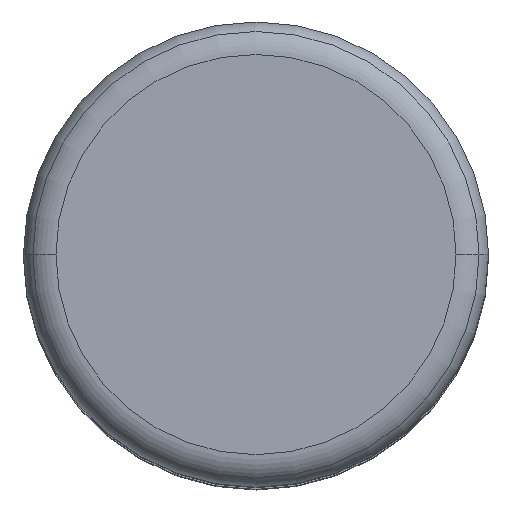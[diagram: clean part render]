
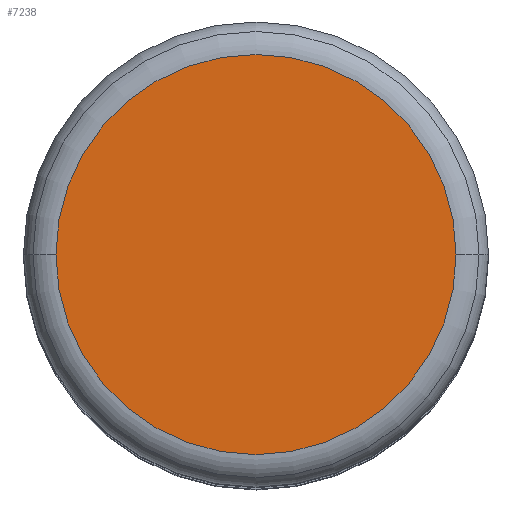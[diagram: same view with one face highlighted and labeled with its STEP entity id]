
A CAD part, top view. The second image highlights one B-rep face of the part: STEP entity #7238.
In plain terms, the highlighted planar face has unit normal (0, 0, 1).
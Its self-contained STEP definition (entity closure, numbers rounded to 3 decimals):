
#7055=CARTESIAN_POINT('',(0.,0.,11.));
#7056=DIRECTION('',(0.,0.,-1.));
#7057=DIRECTION('',(-1.,0.,0.));
#7058=AXIS2_PLACEMENT_3D('',#7055,#7056,#7057);
#7063=CARTESIAN_POINT('',(0.,0.,11.));
#7064=DIRECTION('',(0.,0.,-1.));
#7065=DIRECTION('',(1.,0.,0.));
#7066=AXIS2_PLACEMENT_3D('',#7063,#7064,#7065);
#7099=CARTESIAN_POINT('',(6.15,0.,11.));
#7100=CARTESIAN_POINT('',(-6.15,0.,11.));
#7101=VERTEX_POINT('',#7099);
#7102=VERTEX_POINT('',#7100);
#7228=CARTESIAN_POINT('',(0.,0.,11.));
#7229=DIRECTION('',(0.,0.,1.));
#7230=DIRECTION('',(1.,0.,0.));
#7231=AXIS2_PLACEMENT_3D('',#7228,#7229,#7230);
#7232=PLANE('',#7231);
#7234=ORIENTED_EDGE('',*,*,#7233,.T.);
#7235=ORIENTED_EDGE('',*,*,#7211,.T.);
#7236=EDGE_LOOP('',(#7234,#7235));
#7237=FACE_OUTER_BOUND('',#7236,.F.);
#7059=CIRCLE('',#7058,6.15);
#7067=CIRCLE('',#7066,6.15);
#7211=EDGE_CURVE('',#7101,#7102,#7067,.T.);
#7233=EDGE_CURVE('',#7102,#7101,#7059,.T.);
#7238=ADVANCED_FACE('',(#7237),#7232,.T.);
